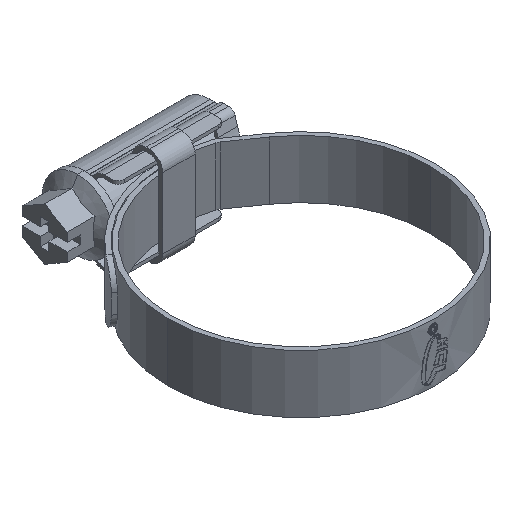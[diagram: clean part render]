
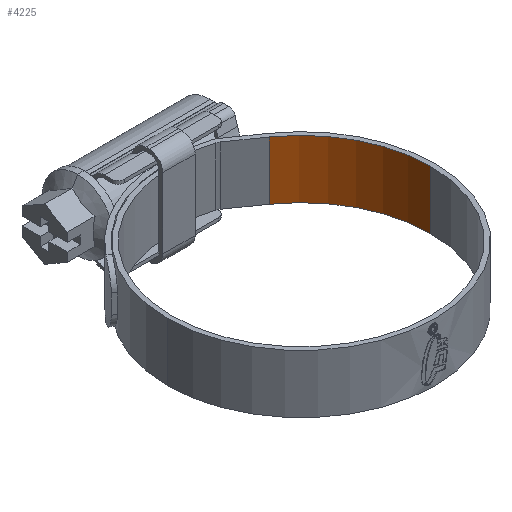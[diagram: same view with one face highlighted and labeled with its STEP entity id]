
A CAD part, isometric view. The second image highlights one B-rep face of the part: STEP entity #4225.
In plain terms, the highlighted cylindrical face has radius 20 mm (diameter 40 mm), a partial arc.
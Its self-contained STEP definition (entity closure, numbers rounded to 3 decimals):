
#8 = CARTESIAN_POINT ( 'NONE',  ( 20., 0., 4.5 ) ) ;
#1439 = ORIENTED_EDGE ( 'NONE', *, *, #5850, .F. ) ;
#1528 = CARTESIAN_POINT ( 'NONE',  ( 20., 0., 4.5 ) ) ;
#1545 = DIRECTION ( 'NONE',  ( 0., 0., 1. ) ) ;
#1791 = ORIENTED_EDGE ( 'NONE', *, *, #7571, .T. ) ;
#2157 = CARTESIAN_POINT ( 'NONE',  ( 0., 0., 4.5 ) ) ;
#2179 = DIRECTION ( 'NONE',  ( 0., 0., -1. ) ) ;
#2427 = VECTOR ( 'NONE', #9111, 1000. ) ;
#2830 = CYLINDRICAL_SURFACE ( 'NONE', #8906, 20. ) ;
#3167 = CARTESIAN_POINT ( 'NONE',  ( 20., 0., -4.5 ) ) ;
#3290 = VERTEX_POINT ( 'NONE', #4300 ) ;
#3333 = LINE ( 'NONE', #9066, #2427 ) ;
#3640 = FACE_OUTER_BOUND ( 'NONE', #6667, .T. ) ;
#4044 = VERTEX_POINT ( 'NONE', #1528 ) ;
#4145 = DIRECTION ( 'NONE',  ( 0., 0., 1. ) ) ;
#4225 = ADVANCED_FACE ( 'NONE', ( #3640 ), #2830, .F. ) ;
#4300 = CARTESIAN_POINT ( 'NONE',  ( 11.472, 16.383, 4.5 ) ) ;
#4320 = EDGE_CURVE ( 'NONE', #4044, #3290, #8452, .T. ) ;
#4366 = ORIENTED_EDGE ( 'NONE', *, *, #4320, .T. ) ;
#4414 = LINE ( 'NONE', #8, #4652 ) ;
#4512 = CIRCLE ( 'NONE', #8143, 20. ) ;
#4652 = VECTOR ( 'NONE', #2179, 1000. ) ;
#4870 = DIRECTION ( 'NONE',  ( 1., 0., 0. ) ) ;
#4898 = EDGE_CURVE ( 'NONE', #4044, #6331, #4414, .T. ) ;
#5195 = CARTESIAN_POINT ( 'NONE',  ( 0., 0., 4.5 ) ) ;
#5575 = AXIS2_PLACEMENT_3D ( 'NONE', #2157, #1545, #5772 ) ;
#5772 = DIRECTION ( 'NONE',  ( 1., 0., 0. ) ) ;
#5850 = EDGE_CURVE ( 'NONE', #6331, #8092, #4512, .T. ) ;
#6331 = VERTEX_POINT ( 'NONE', #3167 ) ;
#6667 = EDGE_LOOP ( 'NONE', ( #7557, #4366, #1791, #1439 ) ) ;
#7378 = CARTESIAN_POINT ( 'NONE',  ( 11.472, 16.383, -4.5 ) ) ;
#7557 = ORIENTED_EDGE ( 'NONE', *, *, #4898, .F. ) ;
#7571 = EDGE_CURVE ( 'NONE', #3290, #8092, #3333, .T. ) ;
#8092 = VERTEX_POINT ( 'NONE', #7378 ) ;
#8143 = AXIS2_PLACEMENT_3D ( 'NONE', #8418, #4145, #4870 ) ;
#8418 = CARTESIAN_POINT ( 'NONE',  ( 0., 0., -4.5 ) ) ;
#8452 = CIRCLE ( 'NONE', #5575, 20. ) ;
#8764 = DIRECTION ( 'NONE',  ( -1., 0., 0. ) ) ;
#8807 = DIRECTION ( 'NONE',  ( 0., 0., -1. ) ) ;
#8906 = AXIS2_PLACEMENT_3D ( 'NONE', #5195, #8807, #8764 ) ;
#9066 = CARTESIAN_POINT ( 'NONE',  ( 11.472, 16.383, 4.5 ) ) ;
#9111 = DIRECTION ( 'NONE',  ( 0., 0., -1. ) ) ;
